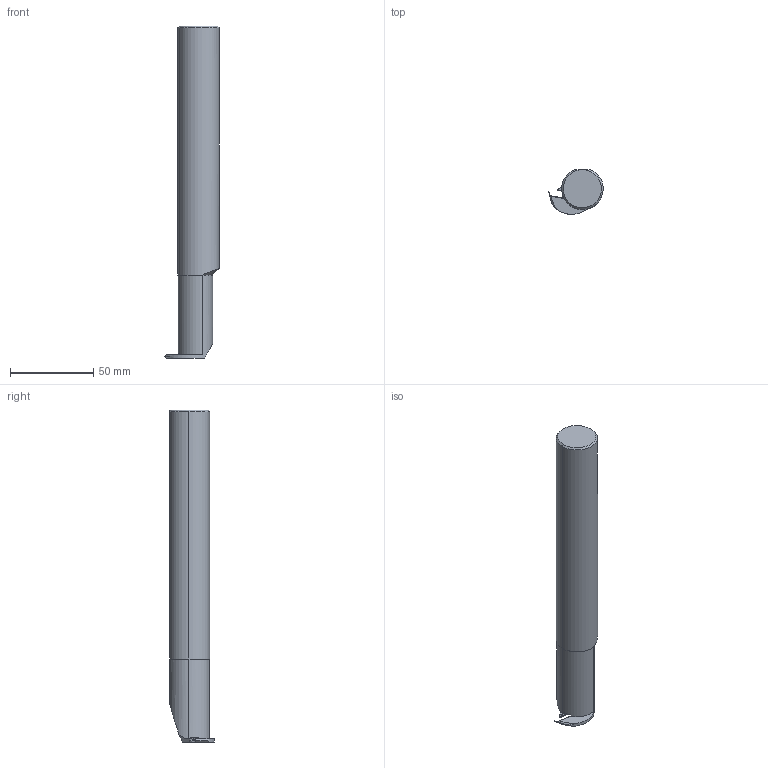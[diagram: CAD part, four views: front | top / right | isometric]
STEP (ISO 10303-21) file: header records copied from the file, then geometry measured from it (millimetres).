
FILE_DESCRIPTION (( 'STEP AP214' ), '1' );
FILE_NAME ('70892625.step', '2019-02-22T13:03:48', ( '' ), ( '' ), 'SwSTEP 2.0', 'SolidWorks 2016', '' );
FILE_SCHEMA (( 'AUTOMOTIVE_DESIGN' ));
Length unit declared in the file: millimetre
Products named in the file (1): 70892625
Bounding box: 32.76 x 26.64 x 200 mm (x, y, z)
Volume: 90637.1 mm3; surface area: 16198.7 mm2
Topology: 1 solids, 1 shells, 45 faces, 123 edges, 80 vertices
Faces by surface type: plane 28, cylinder 10, cone 7
Entity records: 1507 total; most frequent: CARTESIAN_POINT 380, ORIENTED_EDGE 246, DIRECTION 209, EDGE_CURVE 123, VERTEX_POINT 80, LINE 71, VECTOR 71, AXIS2_PLACEMENT_3D 69
